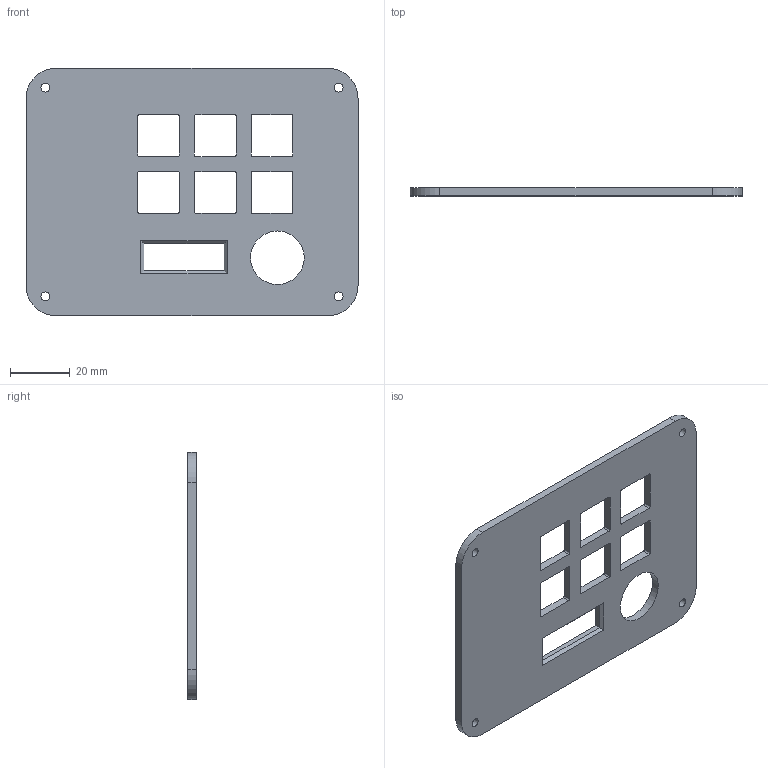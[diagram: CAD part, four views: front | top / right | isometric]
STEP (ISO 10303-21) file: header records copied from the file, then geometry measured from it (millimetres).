
FILE_DESCRIPTION(/* description */ (''),/* implementation_level */ '2;1');
FILE_NAME(/* name */ 'Middle.stp',/* time_stamp */ '2026-02-16T08:00:28-08:00',/* author */ ('bh'),/* organization */ (''),/* preprocessor_version */ 'ST-DEVELOPER v20.1',/* originating_system */ 'Autodesk Inventor 2026',/* authorisation */ '');
FILE_SCHEMA (('AUTOMOTIVE_DESIGN { 1 0 10303 214 3 1 1 }'));
Length unit declared in the file: millimetre
Products named in the file (1): Part83
Bounding box: 111.4 x 2.7 x 82.9 mm (x, y, z)
Volume: 20066.7 mm3; surface area: 17193.8 mm2
Topology: 1 solids, 1 shells, 71 faces, 203 edges, 135 vertices
Faces by surface type: plane 38, cylinder 33
Full cylindrical faces by diameter (mm): 2.9 x4, 18 x1
Entity records: 2513 total; most frequent: DIRECTION 413, CARTESIAN_POINT 410, ORIENTED_EDGE 406, EDGE_CURVE 203, AXIS2_PLACEMENT_3D 138, LINE 137, VECTOR 137, VERTEX_POINT 134
